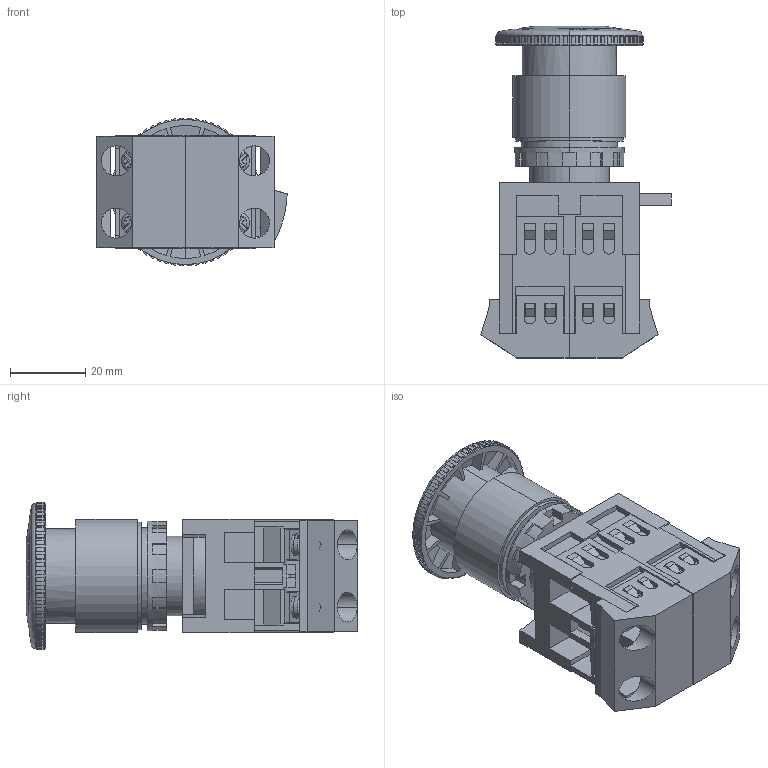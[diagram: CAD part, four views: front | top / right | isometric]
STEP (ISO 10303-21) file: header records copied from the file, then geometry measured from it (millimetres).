
FILE_DESCRIPTION (( 'STEP AP214' ), '1' );
FILE_NAME ('BBG10-AE-K04 Êíîïêà AE-22 Ãðèáîê ñ ôèêñ.êðàñí.d22ìì 240Â 1ç+1ð ÈÝÊ.STEP', '2017-11-01T11:46:33', ( '' ), ( '' ), 'SwSTEP 2.0', 'SolidWorks 2014', '' );
FILE_SCHEMA (( 'AUTOMOTIVE_DESIGN' ));
Length unit declared in the file: millimetre
Products named in the file (1): BBG10-AE-K04 Êíîïêà AE-22 Ãðèáîê ñ ôèêñ.êðàñí.d22ìì 240Â 1ç+1ð ÈÝÊ
Bounding box: 50.5 x 88 x 39.19 mm (x, y, z)
Volume: 60545.4 mm3; surface area: 31600.1 mm2
Topology: 5 solids, 5 shells, 1149 faces, 3112 edges, 2064 vertices
Faces by surface type: plane 936, cylinder 184, cone 19, torus 10
Entity records: 36168 total; most frequent: CARTESIAN_POINT 6651, ORIENTED_EDGE 6224, DIRECTION 5902, EDGE_CURVE 3112, VECTOR 2464, LINE 2464, VERTEX_POINT 2064, AXIS2_PLACEMENT_3D 1719
